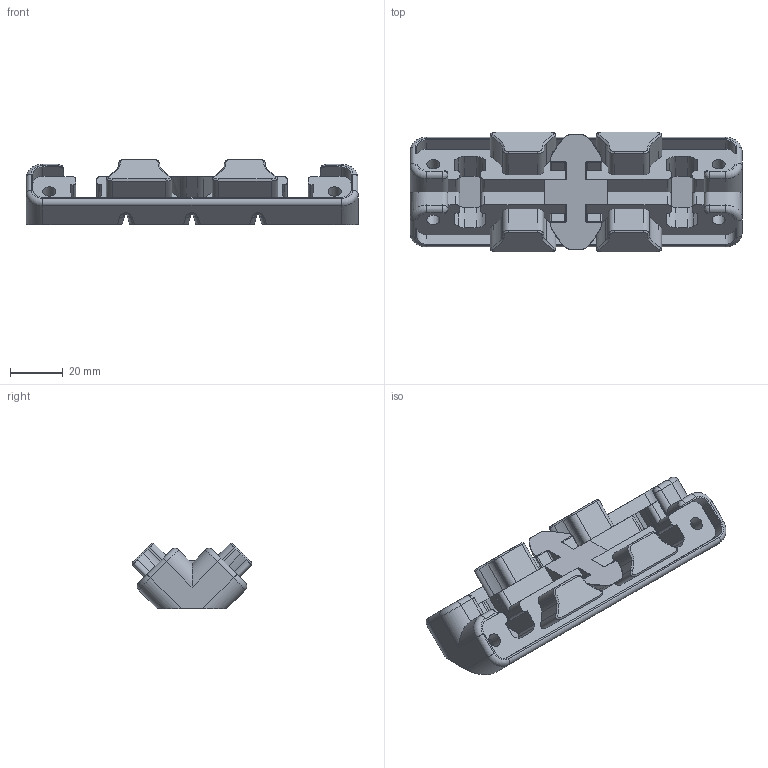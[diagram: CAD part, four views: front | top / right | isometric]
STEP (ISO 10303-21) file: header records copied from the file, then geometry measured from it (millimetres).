
FILE_DESCRIPTION(/* description */ (''),/* implementation_level */ '2;1');
FILE_NAME(/* name */ 'Upper_Corner_joint_dewarp.step',/* time_stamp */ '2024-01-12T22:57:14+01:00',/* author */ (''),/* organization */ (''),/* preprocessor_version */ 'ST-DEVELOPER v20',/* originating_system */ 'Autodesk Translation Framework v12.14.0.127',/* authorisation */ '');
FILE_SCHEMA (('AUTOMOTIVE_DESIGN { 1 0 10303 214 3 1 1 }'));
Length unit declared in the file: millimetre
Products named in the file (1): Upper_Corner_joint_dewarp
Bounding box: 125.62 x 45.25 x 24.72 mm (x, y, z)
Volume: 62663.4 mm3; surface area: 21861.1 mm2
Topology: 1 solids, 1 shells, 370 faces, 946 edges, 584 vertices
Faces by surface type: cylinder 137, plane 135, bspline 66, cone 24, torus 8
Full cylindrical faces by diameter (mm): 5 x4, 9 x4
Entity records: 13234 total; most frequent: CARTESIAN_POINT 4385, ORIENTED_EDGE 1892, DIRECTION 1770, EDGE_CURVE 946, AXIS2_PLACEMENT_3D 607, VERTEX_POINT 584, LINE 556, VECTOR 556
